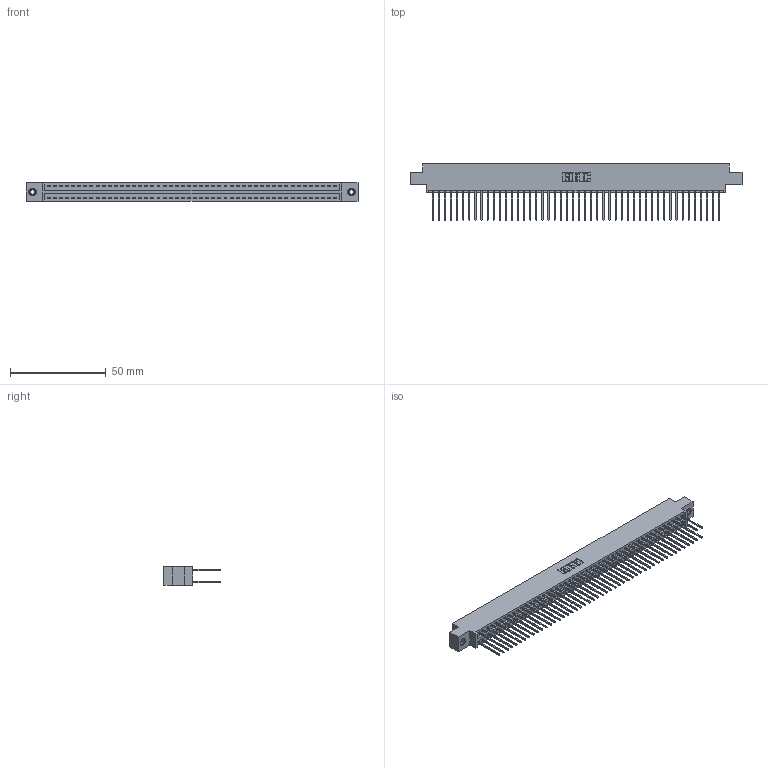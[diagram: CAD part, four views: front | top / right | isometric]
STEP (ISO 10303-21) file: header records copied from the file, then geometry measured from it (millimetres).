
FILE_DESCRIPTION (( 'STEP AP203' ), '1' );
FILE_NAME ('396-096-540-808.STEP', '2018-09-14T02:50:34', ( '' ), ( '' ), 'SwSTEP 2.0', 'SolidWorks 2016', '' );
FILE_SCHEMA (( 'CONFIG_CONTROL_DESIGN' ));
Length unit declared in the file: inch
Products named in the file (4): 346 Part_0.170 Offset - 0.156 Dia-TI; 345-292-001_345-293-140; 345-250-001_345-250-003-102; 396-096-540-808
Assembly tree (99 placements, depth 2):
  396-096-540-808
    346 Part_0.170 Offset - 0.156 Dia-TI
    345-292-001_345-293-140  x96
    345-250-001_345-250-003-102  x2
Bounding box: 172.97 x 29.46 x 9.4 mm (x, y, z)
Volume: 17116.5 mm3; surface area: 25543.2 mm2
Topology: 99 solids, 99 shells, 5178 faces, 15357 edges, 10102 vertices
Faces by surface type: plane 3472, cylinder 1690, cone 12, torus 4
Entity records: 31854 total; most frequent: CARTESIAN_POINT 5227, ORIENTED_EDGE 5154, DIRECTION 4683, EDGE_CURVE 2577, LINE 2233, VECTOR 2233, VERTEX_POINT 1712, AXIS2_PLACEMENT_3D 1225
